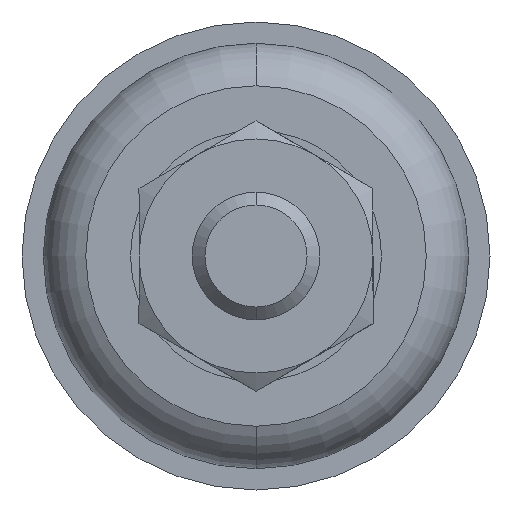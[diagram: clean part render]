
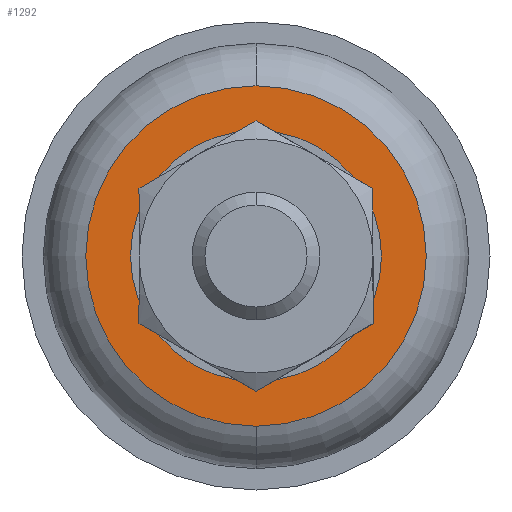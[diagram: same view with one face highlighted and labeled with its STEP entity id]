
A CAD part, front view. The second image highlights one B-rep face of the part: STEP entity #1292.
In plain terms, the highlighted face is planar.
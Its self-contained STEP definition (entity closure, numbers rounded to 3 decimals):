
#1 = EDGE_LOOP ( 'NONE', ( #117, #1221 ) ) ;
#3 = CARTESIAN_POINT ( 'NONE',  ( 0., 0., 0.5 ) ) ;
#10 = CARTESIAN_POINT ( 'NONE',  ( 0., 0., 0.5 ) ) ;
#64 = CIRCLE ( 'NONE', #1228, 4. ) ;
#99 = CARTESIAN_POINT ( 'NONE',  ( -4., 0., 0.5 ) ) ;
#117 = ORIENTED_EDGE ( 'NONE', *, *, #936, .T. ) ;
#142 = CARTESIAN_POINT ( 'NONE',  ( 0., 0., 0.5 ) ) ;
#247 = DIRECTION ( 'NONE',  ( 1., 0., 0. ) ) ;
#283 = DIRECTION ( 'NONE',  ( 0., 0., 1. ) ) ;
#386 = CARTESIAN_POINT ( 'NONE',  ( 4., 0., 0.5 ) ) ;
#396 = DIRECTION ( 'NONE',  ( 1., 0., 0. ) ) ;
#407 = DIRECTION ( 'NONE',  ( 0., 0., 1. ) ) ;
#493 = CIRCLE ( 'NONE', #663, 4. ) ;
#498 = VERTEX_POINT ( 'NONE', #1663 ) ;
#557 = DIRECTION ( 'NONE',  ( 0., 0., 1. ) ) ;
#583 = AXIS2_PLACEMENT_3D ( 'NONE', #10, #407, #1522 ) ;
#663 = AXIS2_PLACEMENT_3D ( 'NONE', #1263, #1128, #975 ) ;
#689 = FACE_OUTER_BOUND ( 'NONE', #1, .T. ) ;
#693 = EDGE_CURVE ( 'NONE', #498, #1817, #1745, .T. ) ;
#737 = EDGE_CURVE ( 'NONE', #1744, #1542, #493, .T. ) ;
#810 = AXIS2_PLACEMENT_3D ( 'NONE', #3, #283, #396 ) ;
#840 = AXIS2_PLACEMENT_3D ( 'NONE', #1286, #557, #247 ) ;
#842 = CARTESIAN_POINT ( 'NONE',  ( -1.5, 0., 0.5 ) ) ;
#850 = ORIENTED_EDGE ( 'NONE', *, *, #693, .F. ) ;
#895 = ORIENTED_EDGE ( 'NONE', *, *, #1301, .F. ) ;
#920 = EDGE_LOOP ( 'NONE', ( #895, #850 ) ) ;
#936 = EDGE_CURVE ( 'NONE', #1542, #1744, #64, .T. ) ;
#952 = PLANE ( 'NONE',  #840 ) ;
#975 = DIRECTION ( 'NONE',  ( 1., 0., 0. ) ) ;
#1022 = DIRECTION ( 'NONE',  ( 1., 0., 0. ) ) ;
#1097 = FACE_BOUND ( 'NONE', #920, .T. ) ;
#1128 = DIRECTION ( 'NONE',  ( 0., 0., 1. ) ) ;
#1160 = DIRECTION ( 'NONE',  ( 0., 0., 1. ) ) ;
#1221 = ORIENTED_EDGE ( 'NONE', *, *, #737, .T. ) ;
#1228 = AXIS2_PLACEMENT_3D ( 'NONE', #142, #1160, #1022 ) ;
#1263 = CARTESIAN_POINT ( 'NONE',  ( 0., 0., 0.5 ) ) ;
#1286 = CARTESIAN_POINT ( 'NONE',  ( 0., 0., 0.5 ) ) ;
#1292 = ADVANCED_FACE ( 'NONE', ( #689, #1097 ), #952, .T. ) ;
#1301 = EDGE_CURVE ( 'NONE', #1817, #498, #1376, .T. ) ;
#1376 = CIRCLE ( 'NONE', #583, 1.5 ) ;
#1522 = DIRECTION ( 'NONE',  ( 1., 0., 0. ) ) ;
#1542 = VERTEX_POINT ( 'NONE', #99 ) ;
#1663 = CARTESIAN_POINT ( 'NONE',  ( 1.5, 0., 0.5 ) ) ;
#1744 = VERTEX_POINT ( 'NONE', #386 ) ;
#1745 = CIRCLE ( 'NONE', #810, 1.5 ) ;
#1817 = VERTEX_POINT ( 'NONE', #842 ) ;
